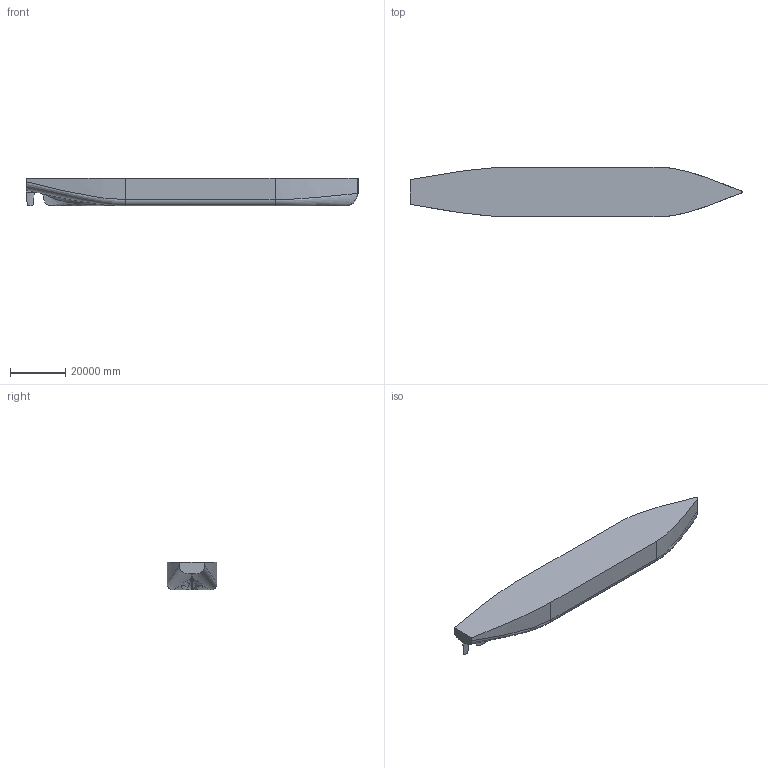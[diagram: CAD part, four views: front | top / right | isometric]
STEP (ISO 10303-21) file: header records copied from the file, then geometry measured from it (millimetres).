
FILE_DESCRIPTION(/* description */ ('STEP AP214'),/* implementation_level */ '2;1');
FILE_NAME(/* name */ '601b9ea47c905918de041376',/* time_stamp */ '2021-02-04T07:13:41+00:00',/* author */ (''),/* organization */ (''),/* preprocessor_version */ 'ST-DEVELOPER v18.1',/* originating_system */ ' ',/* authorisation */ ' ');
FILE_SCHEMA (('AUTOMOTIVE_DESIGN {1 0 10303 214 3 1 1}'));
Products named in the file (3): Rudder; Hull; RudderStem
Bounding box: 119992.24 x 18000 x 10000 mm (x, y, z)
Volume: 16988197705193.4 mm3; surface area: 5783113808.8 mm2
Topology: 3 solids, 3 shells, 43 faces, 95 edges, 54 vertices
Faces by surface type: bspline 26, plane 12, cylinder 5
Entity records: 34355 total; most frequent: CARTESIAN_POINT 33564, ORIENTED_EDGE 182, EDGE_CURVE 91, DIRECTION 76, B_SPLINE_CURVE_WITH_KNOTS 55, VERTEX_POINT 54, EDGE_LOOP 43, FACE_BOUND 43
